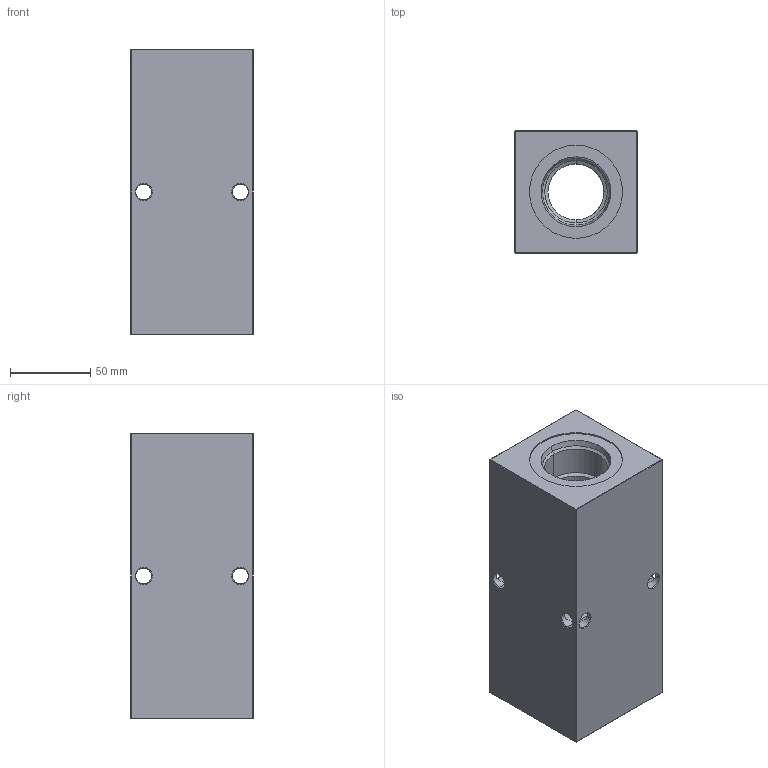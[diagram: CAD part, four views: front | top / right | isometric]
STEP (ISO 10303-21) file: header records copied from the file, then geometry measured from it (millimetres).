
FILE_DESCRIPTION (( 'STEP AP203' ), '1' );
FILE_NAME ('HM-2-0-S-20-16.STEP', '2020-10-28T12:51:44', ( '' ), ( '' ), 'SwSTEP 2.0', 'SolidWorks 2019', '' );
FILE_SCHEMA (( 'CONFIG_CONTROL_DESIGN' ));
Length unit declared in the file: inch
Products named in the file (1): HM-2-0-S-20-16
Bounding box: 76.2 x 76.2 x 177.8 mm (x, y, z)
Volume: 788276.8 mm3; surface area: 92229.8 mm2
Topology: 1 solids, 1 shells, 521 faces, 1354 edges, 874 vertices
Faces by surface type: plane 237, bspline 198, cylinder 46, cone 40
Entity records: 25793 total; most frequent: CARTESIAN_POINT 14368, ORIENTED_EDGE 2708, DIRECTION 1648, EDGE_CURVE 1354, VERTEX_POINT 874, LINE 812, VECTOR 812, EDGE_LOOP 582
